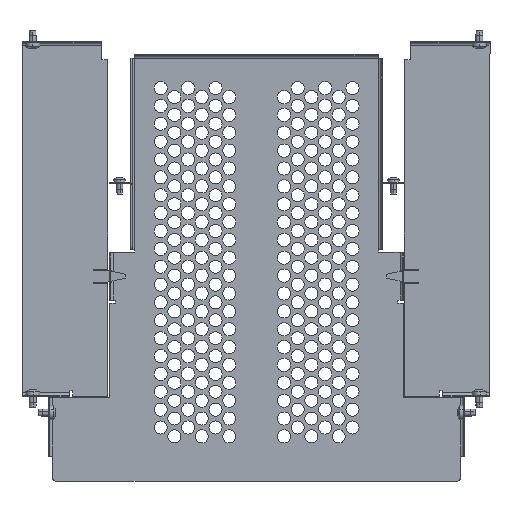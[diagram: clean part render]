
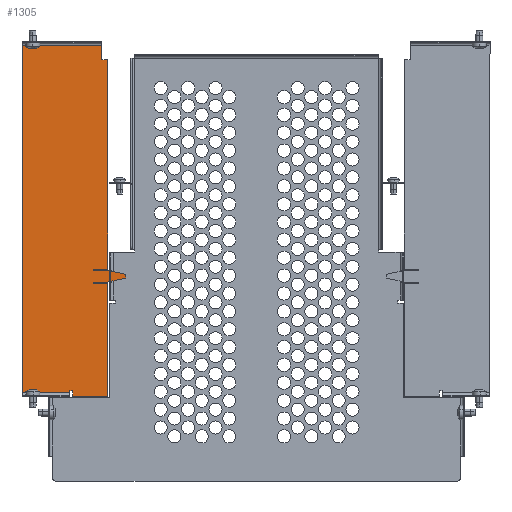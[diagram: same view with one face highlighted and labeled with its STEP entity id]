
A CAD part, front view. The second image highlights one B-rep face of the part: STEP entity #1305.
In plain terms, the highlighted planar face has unit normal (0, -1, 0).
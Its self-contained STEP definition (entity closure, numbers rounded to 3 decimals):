
#1305=ADVANCED_FACE('',(#3448),#3449,.F.);
#3448=FACE_OUTER_BOUND('',#6926,.T.);
#3449=PLANE('',#6927);
#6926=EDGE_LOOP('',(#11257,#11258,#11259,#11260,#11261,#11262,#11263,#11264,#11265,#11266,#11267,#11268,#11269,#11270,#11271,#11272,#11273,#11274,#11275,#11276));
#6927=AXIS2_PLACEMENT_3D('',#11277,#11278,#11279);
#11257=ORIENTED_EDGE('',*,*,#19841,.F.);
#11258=ORIENTED_EDGE('',*,*,#19842,.F.);
#11259=ORIENTED_EDGE('',*,*,#19843,.F.);
#11260=ORIENTED_EDGE('',*,*,#19844,.F.);
#11261=ORIENTED_EDGE('',*,*,#19845,.F.);
#11262=ORIENTED_EDGE('',*,*,#19846,.F.);
#11263=ORIENTED_EDGE('',*,*,#19847,.F.);
#11264=ORIENTED_EDGE('',*,*,#19848,.F.);
#11265=ORIENTED_EDGE('',*,*,#19849,.F.);
#11266=ORIENTED_EDGE('',*,*,#19850,.F.);
#11267=ORIENTED_EDGE('',*,*,#19851,.F.);
#11268=ORIENTED_EDGE('',*,*,#19852,.F.);
#11269=ORIENTED_EDGE('',*,*,#19818,.F.);
#11270=ORIENTED_EDGE('',*,*,#19853,.F.);
#11271=ORIENTED_EDGE('',*,*,#19854,.F.);
#11272=ORIENTED_EDGE('',*,*,#19855,.F.);
#11273=ORIENTED_EDGE('',*,*,#19856,.F.);
#11274=ORIENTED_EDGE('',*,*,#19857,.F.);
#11275=ORIENTED_EDGE('',*,*,#19814,.F.);
#11276=ORIENTED_EDGE('',*,*,#19858,.F.);
#11277=CARTESIAN_POINT('',(40.,61.0,71.));
#11278=DIRECTION('',(0.,1.0,0.));
#11279=DIRECTION('',(1.0,0.0,0.));
#19814=EDGE_CURVE('',#23788,#23790,#23791,.T.);
#19818=EDGE_CURVE('',#23794,#23797,#23798,.T.);
#19841=EDGE_CURVE('',#23838,#23839,#23840,.T.);
#19842=EDGE_CURVE('',#23841,#23838,#23842,.T.);
#19843=EDGE_CURVE('',#23843,#23841,#23844,.T.);
#19844=EDGE_CURVE('',#23845,#23843,#23846,.T.);
#19845=EDGE_CURVE('',#23847,#23845,#23848,.T.);
#19846=EDGE_CURVE('',#23849,#23847,#23850,.T.);
#19847=EDGE_CURVE('',#23851,#23849,#23852,.T.);
#19848=EDGE_CURVE('',#23853,#23851,#23854,.T.);
#19849=EDGE_CURVE('',#23855,#23853,#23856,.T.);
#19850=EDGE_CURVE('',#23857,#23855,#23858,.T.);
#19851=EDGE_CURVE('',#23859,#23857,#23860,.T.);
#19852=EDGE_CURVE('',#23797,#23859,#23861,.T.);
#19853=EDGE_CURVE('',#23862,#23794,#23863,.T.);
#19854=EDGE_CURVE('',#23864,#23862,#23865,.T.);
#19855=EDGE_CURVE('',#23866,#23864,#23867,.T.);
#19856=EDGE_CURVE('',#23868,#23866,#23869,.T.);
#19857=EDGE_CURVE('',#23790,#23868,#23870,.T.);
#19858=EDGE_CURVE('',#23839,#23788,#23871,.T.);
#23788=VERTEX_POINT('',#29442);
#23790=VERTEX_POINT('',#29445);
#23791=LINE('',#29446,#29447);
#23794=VERTEX_POINT('',#29451);
#23797=VERTEX_POINT('',#29455);
#23798=LINE('',#29456,#29457);
#23838=VERTEX_POINT('',#29517);
#23839=VERTEX_POINT('',#29518);
#23840=LINE('',#29519,#29520);
#23841=VERTEX_POINT('',#29521);
#23842=LINE('',#29522,#29523);
#23843=VERTEX_POINT('',#29524);
#23844=LINE('',#29525,#29526);
#23845=VERTEX_POINT('',#29527);
#23846=LINE('',#29528,#29529);
#23847=VERTEX_POINT('',#29530);
#23848=LINE('',#29531,#29532);
#23849=VERTEX_POINT('',#29533);
#23850=LINE('',#29534,#29535);
#23851=VERTEX_POINT('',#29536);
#23852=LINE('',#29537,#29538);
#23853=VERTEX_POINT('',#29539);
#23854=LINE('',#29540,#29541);
#23855=VERTEX_POINT('',#29542);
#23856=LINE('',#29543,#29544);
#23857=VERTEX_POINT('',#29545);
#23858=LINE('',#29546,#29547);
#23859=VERTEX_POINT('',#29548);
#23860=LINE('',#29549,#29550);
#23861=LINE('',#29551,#29552);
#23862=VERTEX_POINT('',#29553);
#23863=LINE('',#29554,#29555);
#23864=VERTEX_POINT('',#29556);
#23865=LINE('',#29557,#29558);
#23866=VERTEX_POINT('',#29559);
#23867=LINE('',#29560,#29561);
#23868=VERTEX_POINT('',#29562);
#23869=LINE('',#29563,#29564);
#23870=LINE('',#29565,#29566);
#23871=LINE('',#29567,#29568);
#29442=CARTESIAN_POINT('',(72.,61.0,166.));
#29445=CARTESIAN_POINT('',(72.,61.0,71.));
#29446=CARTESIAN_POINT('',(72.,61.0,71.));
#29447=VECTOR('',#35798,1000.0);
#29451=CARTESIAN_POINT('',(0.,61.0,74.));
#29455=CARTESIAN_POINT('',(0.,61.0,366.));
#29456=CARTESIAN_POINT('',(0.,61.0,71.));
#29457=VECTOR('',#35801,1000.0);
#29517=CARTESIAN_POINT('',(60.,61.0,167.));
#29518=CARTESIAN_POINT('',(60.,61.0,166.));
#29519=CARTESIAN_POINT('',(60.,61.0,166.));
#29520=VECTOR('',#35822,1000.0);
#29521=CARTESIAN_POINT('',(72.,61.0,167.));
#29522=CARTESIAN_POINT('',(62.,61.0,167.));
#29523=VECTOR('',#35823,1000.0);
#29524=CARTESIAN_POINT('',(87.,61.0,170.5));
#29525=CARTESIAN_POINT('',(72.,61.0,167.));
#29526=VECTOR('',#35824,1000.0);
#29527=CARTESIAN_POINT('',(87.,61.0,173.5));
#29528=CARTESIAN_POINT('',(87.,61.0,170.5));
#29529=VECTOR('',#35825,1000.0);
#29530=CARTESIAN_POINT('',(72.,61.0,177.));
#29531=CARTESIAN_POINT('',(87.,61.0,173.5));
#29532=VECTOR('',#35826,1000.0);
#29533=CARTESIAN_POINT('',(60.,61.0,177.));
#29534=CARTESIAN_POINT('',(62.,61.0,177.));
#29535=VECTOR('',#35827,1000.0);
#29536=CARTESIAN_POINT('',(60.,61.0,178.));
#29537=CARTESIAN_POINT('',(60.,61.0,177.));
#29538=VECTOR('',#35828,1000.0);
#29539=CARTESIAN_POINT('',(72.,61.0,178.));
#29540=CARTESIAN_POINT('',(62.,61.0,178.));
#29541=VECTOR('',#35829,1000.0);
#29542=CARTESIAN_POINT('',(72.,61.0,354.));
#29543=CARTESIAN_POINT('',(72.,61.0,71.));
#29544=VECTOR('',#35830,1000.0);
#29545=CARTESIAN_POINT('',(67.,61.0,354.));
#29546=CARTESIAN_POINT('',(72.,61.0,354.));
#29547=VECTOR('',#35831,1000.0);
#29548=CARTESIAN_POINT('',(67.,61.0,366.));
#29549=CARTESIAN_POINT('',(67.,61.0,354.));
#29550=VECTOR('',#35832,1000.0);
#29551=CARTESIAN_POINT('',(0.,61.0,366.));
#29552=VECTOR('',#35833,1000.0);
#29553=CARTESIAN_POINT('',(40.,61.0,74.));
#29554=CARTESIAN_POINT('',(40.,61.0,74.));
#29555=VECTOR('',#35834,1000.0);
#29556=CARTESIAN_POINT('',(40.,61.0,76.));
#29557=CARTESIAN_POINT('',(40.,61.0,76.));
#29558=VECTOR('',#35835,1000.0);
#29559=CARTESIAN_POINT('',(42.5,61.0,76.));
#29560=CARTESIAN_POINT('',(42.5,61.0,76.));
#29561=VECTOR('',#35836,1000.0);
#29562=CARTESIAN_POINT('',(42.5,61.0,71.));
#29563=CARTESIAN_POINT('',(42.5,61.0,71.));
#29564=VECTOR('',#35837,1000.0);
#29565=CARTESIAN_POINT('',(42.5,61.0,71.));
#29566=VECTOR('',#35838,1000.0);
#29567=CARTESIAN_POINT('',(62.,61.0,166.));
#29568=VECTOR('',#35839,1000.0);
#35798=DIRECTION('',(0.,0.,-1.0));
#35801=DIRECTION('',(0.,0.,1.0));
#35822=DIRECTION('',(0.,0.,-1.0));
#35823=DIRECTION('',(-1.0,0.,0.));
#35824=DIRECTION('',(-0.974,0.,-0.227));
#35825=DIRECTION('',(0.,0.,-1.0));
#35826=DIRECTION('',(0.974,0.,-0.227));
#35827=DIRECTION('',(1.0,0.,0.));
#35828=DIRECTION('',(0.,0.,-1.0));
#35829=DIRECTION('',(-1.0,0.,0.));
#35830=DIRECTION('',(0.,0.,-1.0));
#35831=DIRECTION('',(1.0,0.,0.));
#35832=DIRECTION('',(0.,0.,-1.0));
#35833=DIRECTION('',(1.0,0.,0.));
#35834=DIRECTION('',(-1.0,0.,0.));
#35835=DIRECTION('',(0.,0.,-1.0));
#35836=DIRECTION('',(-1.0,0.,0.));
#35837=DIRECTION('',(0.,0.,1.0));
#35838=DIRECTION('',(-1.0,0.,0.));
#35839=DIRECTION('',(1.0,0.,0.));
